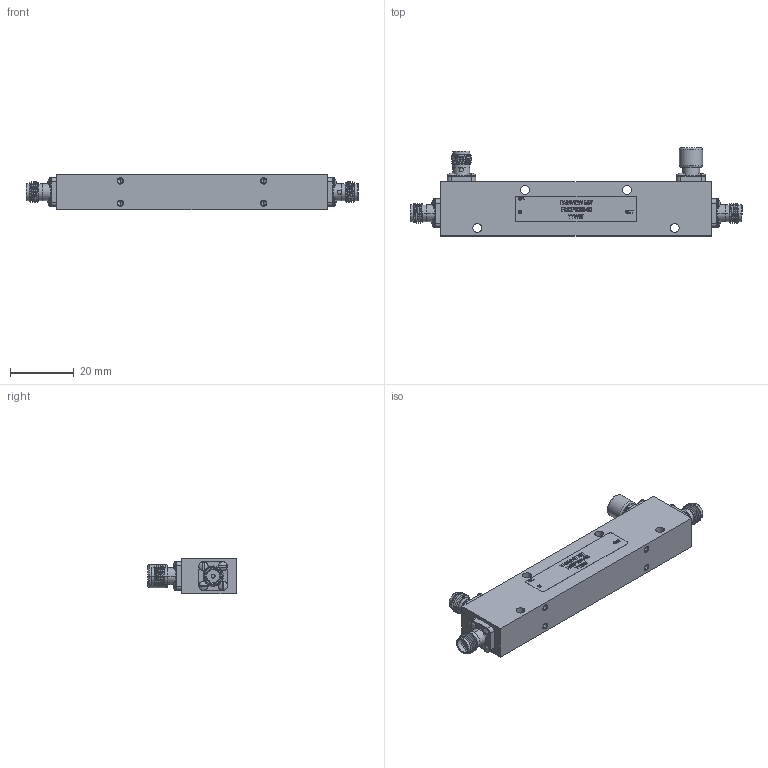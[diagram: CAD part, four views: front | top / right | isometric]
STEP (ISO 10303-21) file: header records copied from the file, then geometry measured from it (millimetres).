
FILE_DESCRIPTION (( 'STEP AP203' ), '1' );
FILE_NAME ('FMCP1024-30.step', '2018-05-10T20:22:21', ( '' ), ( '' ), 'SwSTEP 2.0', 'SolidWorks 2017', '' );
FILE_SCHEMA (( 'CONFIG_CONTROL_DESIGN' ));
Length unit declared in the file: inch
Products named in the file (1): FMCP1024-30
Bounding box: 104.29 x 27.66 x 11.05 mm (x, y, z)
Volume: 16906.9 mm3; surface area: 8904.3 mm2
Topology: 31 solids, 31 shells, 1454 faces, 3680 edges, 2353 vertices
Faces by surface type: cylinder 675, plane 453, bspline 270, cone 44, torus 12
Entity records: 81666 total; most frequent: CARTESIAN_POINT 50045, ORIENTED_EDGE 7320, DIRECTION 5202, EDGE_CURVE 3660, VERTEX_POINT 2347, AXIS2_PLACEMENT_3D 1755, LINE 1692, VECTOR 1692
